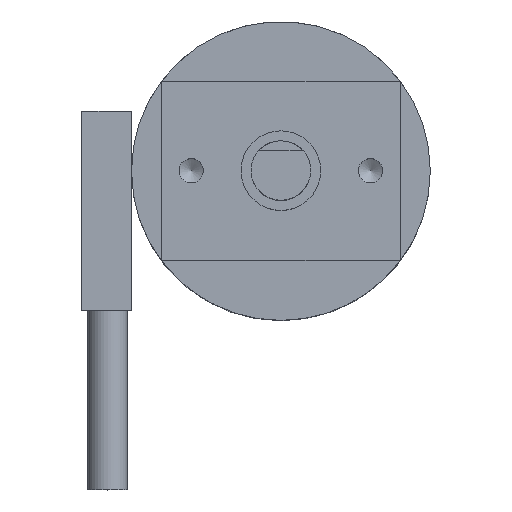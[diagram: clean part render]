
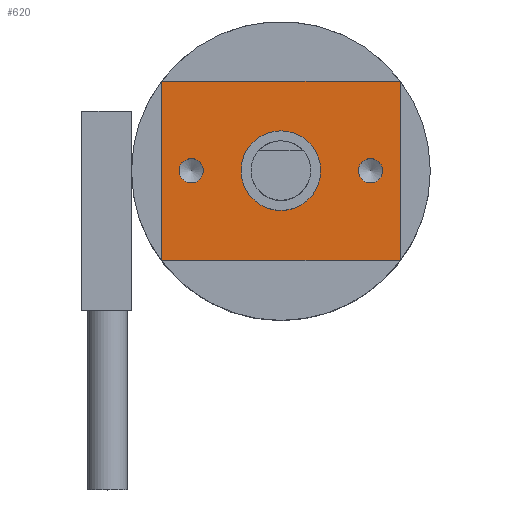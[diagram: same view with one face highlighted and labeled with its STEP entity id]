
A CAD part, top view. The second image highlights one B-rep face of the part: STEP entity #620.
In plain terms, the highlighted face is planar.
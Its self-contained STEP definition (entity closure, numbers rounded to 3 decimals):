
#34=FACE_BOUND('',#133,.T.);
#35=FACE_BOUND('',#134,.T.);
#36=FACE_BOUND('',#135,.T.);
#52=PLANE('',#738);
#88=FACE_OUTER_BOUND('',#132,.T.);
#132=EDGE_LOOP('',(#505,#506,#507,#508));
#133=EDGE_LOOP('',(#509));
#134=EDGE_LOOP('',(#510,#511));
#135=EDGE_LOOP('',(#512,#513));
#164=CIRCLE('',#700,2.);
#173=CIRCLE('',#714,0.611);
#174=CIRCLE('',#715,0.611);
#177=CIRCLE('',#720,0.611);
#178=CIRCLE('',#721,0.611);
#209=LINE('',#1065,#254);
#212=LINE('',#1070,#257);
#214=LINE('',#1074,#259);
#216=LINE('',#1077,#261);
#254=VECTOR('',#865,10.);
#257=VECTOR('',#870,10.);
#259=VECTOR('',#874,10.);
#261=VECTOR('',#878,10.);
#293=VERTEX_POINT('',#1002);
#303=VERTEX_POINT('',#1029);
#304=VERTEX_POINT('',#1030);
#308=VERTEX_POINT('',#1042);
#309=VERTEX_POINT('',#1043);
#313=VERTEX_POINT('',#1063);
#314=VERTEX_POINT('',#1064);
#315=VERTEX_POINT('',#1069);
#316=VERTEX_POINT('',#1073);
#349=EDGE_CURVE('',#293,#293,#164,.T.);
#360=EDGE_CURVE('',#303,#304,#173,.T.);
#361=EDGE_CURVE('',#304,#303,#174,.T.);
#366=EDGE_CURVE('',#308,#309,#177,.T.);
#367=EDGE_CURVE('',#309,#308,#178,.T.);
#377=EDGE_CURVE('',#313,#314,#209,.T.);
#380=EDGE_CURVE('',#314,#315,#212,.T.);
#382=EDGE_CURVE('',#315,#316,#214,.T.);
#384=EDGE_CURVE('',#316,#313,#216,.T.);
#505=ORIENTED_EDGE('',*,*,#380,.T.);
#506=ORIENTED_EDGE('',*,*,#382,.T.);
#507=ORIENTED_EDGE('',*,*,#384,.T.);
#508=ORIENTED_EDGE('',*,*,#377,.T.);
#509=ORIENTED_EDGE('',*,*,#349,.T.);
#510=ORIENTED_EDGE('',*,*,#360,.T.);
#511=ORIENTED_EDGE('',*,*,#361,.T.);
#512=ORIENTED_EDGE('',*,*,#366,.T.);
#513=ORIENTED_EDGE('',*,*,#367,.T.);
#620=ADVANCED_FACE('',(#88,#34,#35,#36),#52,.T.);
#700=AXIS2_PLACEMENT_3D('',#1004,#794,#795);
#714=AXIS2_PLACEMENT_3D('',#1031,#824,#825);
#715=AXIS2_PLACEMENT_3D('',#1032,#826,#827);
#720=AXIS2_PLACEMENT_3D('',#1044,#838,#839);
#721=AXIS2_PLACEMENT_3D('',#1045,#840,#841);
#738=AXIS2_PLACEMENT_3D('',#1083,#888,#889);
#794=DIRECTION('center_axis',(0.,-1.,0.));
#795=DIRECTION('ref_axis',(-1.,0.,0.));
#824=DIRECTION('center_axis',(0.,-1.,0.));
#825=DIRECTION('ref_axis',(1.,0.,0.));
#826=DIRECTION('center_axis',(0.,-1.,0.));
#827=DIRECTION('ref_axis',(1.,0.,0.));
#838=DIRECTION('center_axis',(0.,-1.,0.));
#839=DIRECTION('ref_axis',(1.,0.,0.));
#840=DIRECTION('center_axis',(0.,-1.,0.));
#841=DIRECTION('ref_axis',(1.,0.,0.));
#865=DIRECTION('',(0.,0.,-1.));
#870=DIRECTION('',(-1.,0.,0.));
#874=DIRECTION('',(0.,0.,1.));
#878=DIRECTION('',(1.,0.,0.));
#888=DIRECTION('center_axis',(0.,1.,0.));
#889=DIRECTION('ref_axis',(0.,0.,1.));
#1002=CARTESIAN_POINT('',(2.,20.,0.));
#1004=CARTESIAN_POINT('Origin',(0.,20.,0.));
#1029=CARTESIAN_POINT('',(0.611,20.,4.5));
#1030=CARTESIAN_POINT('',(-0.611,20.,4.5));
#1031=CARTESIAN_POINT('Origin',(0.,20.,4.5));
#1032=CARTESIAN_POINT('Origin',(0.,20.,4.5));
#1042=CARTESIAN_POINT('',(0.611,20.,-4.5));
#1043=CARTESIAN_POINT('',(-0.611,20.,-4.5));
#1044=CARTESIAN_POINT('Origin',(0.,20.,-4.5));
#1045=CARTESIAN_POINT('Origin',(0.,20.,-4.5));
#1063=CARTESIAN_POINT('',(4.5,20.,6.));
#1064=CARTESIAN_POINT('',(4.5,20.,-6.));
#1065=CARTESIAN_POINT('',(4.5,20.,-3.));
#1069=CARTESIAN_POINT('',(-4.5,20.,-6.));
#1070=CARTESIAN_POINT('',(-2.25,20.,-6.));
#1073=CARTESIAN_POINT('',(-4.5,20.,6.));
#1074=CARTESIAN_POINT('',(-4.5,20.,3.));
#1077=CARTESIAN_POINT('',(2.25,20.,6.));
#1083=CARTESIAN_POINT('Origin',(0.,20.,0.));
